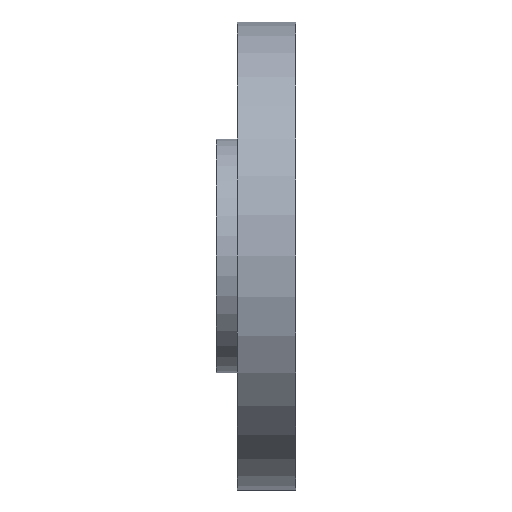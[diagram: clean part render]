
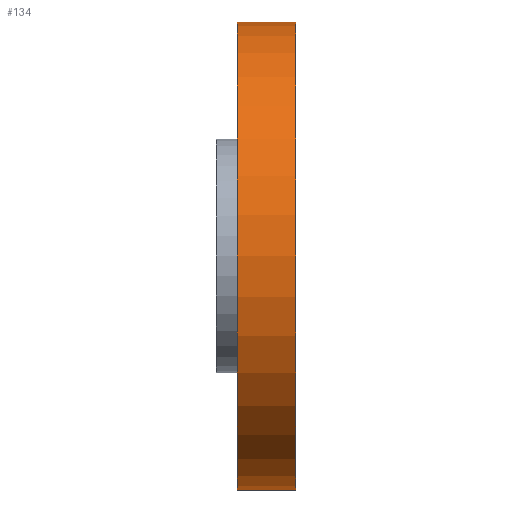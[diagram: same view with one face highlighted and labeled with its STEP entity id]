
A CAD part, left-side view. The second image highlights one B-rep face of the part: STEP entity #134.
In plain terms, the highlighted cylindrical face has radius 12.696 mm (diameter 25.392 mm), a partial arc.
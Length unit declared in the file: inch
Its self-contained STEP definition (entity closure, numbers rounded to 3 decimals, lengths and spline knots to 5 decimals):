
#27 = EDGE_CURVE ( 'NONE', #1308, #1970, #1884, .T. ) ;
#47 = CARTESIAN_POINT ( 'NONE',  ( 0., 0., 0.49985 ) ) ;
#71 = CARTESIAN_POINT ( 'NONE',  ( 0., 0.125, 0. ) ) ;
#82 = AXIS2_PLACEMENT_3D ( 'NONE', #71, #1890, #283 ) ;
#132 = ORIENTED_EDGE ( 'NONE', *, *, #2442, .F. ) ;
#134 = ADVANCED_FACE ( 'NONE', ( #2337 ), #1924, .T. ) ;
#150 = EDGE_LOOP ( 'NONE', ( #132, #1539, #1913, #323 ) ) ;
#205 = CARTESIAN_POINT ( 'NONE',  ( 0., 0.125, -0.49985 ) ) ;
#283 = DIRECTION ( 'NONE',  ( 0., 0., 1. ) ) ;
#323 = ORIENTED_EDGE ( 'NONE', *, *, #1305, .T. ) ;
#364 = DIRECTION ( 'NONE',  ( 0., 0., -1. ) ) ;
#376 = DIRECTION ( 'NONE',  ( 0., -1., 0. ) ) ;
#397 = EDGE_CURVE ( 'NONE', #1308, #2407, #1405, .T. ) ;
#408 = AXIS2_PLACEMENT_3D ( 'NONE', #1734, #1548, #364 ) ;
#420 = CARTESIAN_POINT ( 'NONE',  ( 0., 0., 0. ) ) ;
#571 = LINE ( 'NONE', #1373, #1563 ) ;
#621 = DIRECTION ( 'NONE',  ( 0., 0., 1. ) ) ;
#1042 = CIRCLE ( 'NONE', #2520, 0.49985 ) ;
#1292 = CARTESIAN_POINT ( 'NONE',  ( 0., 0.125, -0.49985 ) ) ;
#1305 = EDGE_CURVE ( 'NONE', #1970, #1418, #1042, .T. ) ;
#1308 = VERTEX_POINT ( 'NONE', #205 ) ;
#1336 = DIRECTION ( 'NONE',  ( 0., -1., 0. ) ) ;
#1373 = CARTESIAN_POINT ( 'NONE',  ( 0., 0.125, 0.49985 ) ) ;
#1397 = CARTESIAN_POINT ( 'NONE',  ( 0., 0., -0.49985 ) ) ;
#1405 = CIRCLE ( 'NONE', #82, 0.49985 ) ;
#1418 = VERTEX_POINT ( 'NONE', #47 ) ;
#1539 = ORIENTED_EDGE ( 'NONE', *, *, #397, .F. ) ;
#1548 = DIRECTION ( 'NONE',  ( 0., -1., 0. ) ) ;
#1553 = CARTESIAN_POINT ( 'NONE',  ( 0., 0.125, 0.49985 ) ) ;
#1563 = VECTOR ( 'NONE', #376, 39.37008 ) ;
#1734 = CARTESIAN_POINT ( 'NONE',  ( 0., 0.125, 0. ) ) ;
#1819 = DIRECTION ( 'NONE',  ( 0., 1., 0. ) ) ;
#1884 = LINE ( 'NONE', #1292, #1889 ) ;
#1889 = VECTOR ( 'NONE', #1336, 39.37008 ) ;
#1890 = DIRECTION ( 'NONE',  ( 0., 1., 0. ) ) ;
#1913 = ORIENTED_EDGE ( 'NONE', *, *, #27, .T. ) ;
#1924 = CYLINDRICAL_SURFACE ( 'NONE', #408, 0.49985 ) ;
#1970 = VERTEX_POINT ( 'NONE', #1397 ) ;
#2337 = FACE_OUTER_BOUND ( 'NONE', #150, .T. ) ;
#2407 = VERTEX_POINT ( 'NONE', #1553 ) ;
#2442 = EDGE_CURVE ( 'NONE', #2407, #1418, #571, .T. ) ;
#2520 = AXIS2_PLACEMENT_3D ( 'NONE', #420, #1819, #621 ) ;
